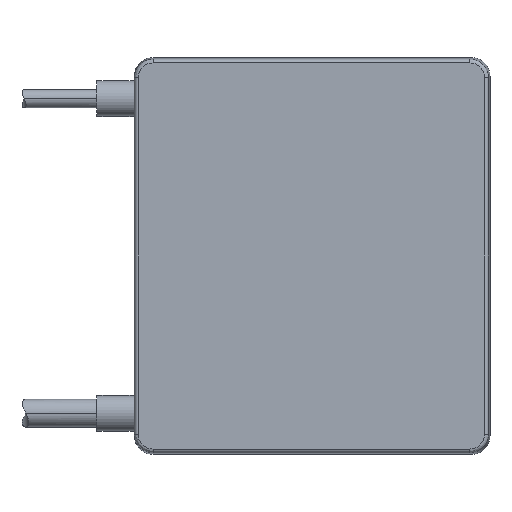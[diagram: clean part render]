
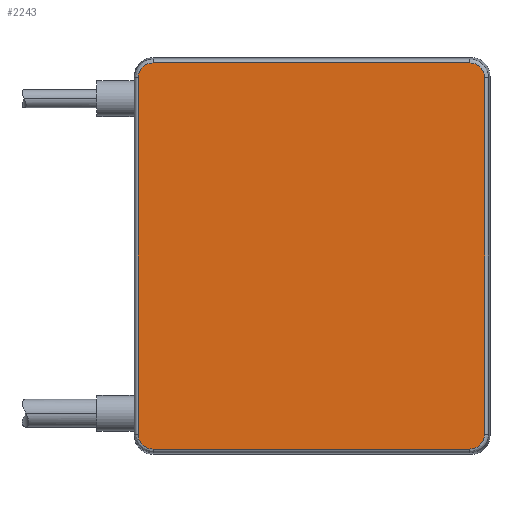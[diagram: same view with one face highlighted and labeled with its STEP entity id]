
A CAD part, front view. The second image highlights one B-rep face of the part: STEP entity #2243.
In plain terms, the highlighted planar face has unit normal (0, -1, 0).
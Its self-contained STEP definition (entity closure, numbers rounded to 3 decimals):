
#40=DIRECTION('',(-1.,0.,0.));
#41=VECTOR('',#40,84.564);
#42=CARTESIAN_POINT('',(69.731,-11.9,51.563));
#43=LINE('',#42,#41);
#44=CARTESIAN_POINT('',(73.73,-11.9,47.564));
#45=CARTESIAN_POINT('',(73.73,-11.9,47.799));
#46=CARTESIAN_POINT('',(73.69,-11.9,48.26));
#47=CARTESIAN_POINT('',(73.508,-11.9,48.939));
#48=CARTESIAN_POINT('',(73.212,-11.9,49.574));
#49=CARTESIAN_POINT('',(72.81,-11.9,50.148));
#50=CARTESIAN_POINT('',(72.314,-11.9,50.644));
#51=CARTESIAN_POINT('',(71.74,-11.9,51.046));
#52=CARTESIAN_POINT('',(71.105,-11.9,51.342));
#53=CARTESIAN_POINT('',(70.426,-11.9,51.523));
#54=CARTESIAN_POINT('',(69.965,-11.9,51.563));
#55=CARTESIAN_POINT('',(69.731,-11.9,51.563));
#57=DIRECTION('',(0.,0.,1.));
#58=VECTOR('',#57,95.128);
#59=CARTESIAN_POINT('',(73.73,-11.9,-47.564));
#60=LINE('',#59,#58);
#61=CARTESIAN_POINT('',(69.731,-11.9,-51.563));
#62=CARTESIAN_POINT('',(69.965,-11.9,-51.563));
#63=CARTESIAN_POINT('',(70.426,-11.9,-51.523));
#64=CARTESIAN_POINT('',(71.105,-11.9,-51.342));
#65=CARTESIAN_POINT('',(71.74,-11.9,-51.045));
#66=CARTESIAN_POINT('',(72.315,-11.9,-50.643));
#67=CARTESIAN_POINT('',(72.81,-11.9,-50.148));
#68=CARTESIAN_POINT('',(73.212,-11.9,-49.573));
#69=CARTESIAN_POINT('',(73.508,-11.9,-48.938));
#70=CARTESIAN_POINT('',(73.69,-11.9,-48.259));
#71=CARTESIAN_POINT('',(73.73,-11.9,-47.798));
#72=CARTESIAN_POINT('',(73.73,-11.9,-47.564));
#74=DIRECTION('',(1.,0.,0.));
#75=VECTOR('',#74,84.564);
#76=CARTESIAN_POINT('',(-14.833,-11.9,-51.563));
#77=LINE('',#76,#75);
#78=CARTESIAN_POINT('',(-18.833,-11.9,-47.563));
#79=CARTESIAN_POINT('',(-18.833,-11.9,-47.797));
#80=CARTESIAN_POINT('',(-18.793,-11.9,-48.259));
#81=CARTESIAN_POINT('',(-18.612,-11.9,-48.938));
#82=CARTESIAN_POINT('',(-18.315,-11.9,-49.573));
#83=CARTESIAN_POINT('',(-17.913,-11.9,-50.148));
#84=CARTESIAN_POINT('',(-17.417,-11.9,-50.644));
#85=CARTESIAN_POINT('',(-16.843,-11.9,-51.046));
#86=CARTESIAN_POINT('',(-16.208,-11.9,-51.342));
#87=CARTESIAN_POINT('',(-15.529,-11.9,-51.523));
#88=CARTESIAN_POINT('',(-15.068,-11.9,-51.563));
#89=CARTESIAN_POINT('',(-14.833,-11.9,-51.563));
#91=DIRECTION('',(0.,0.,-1.));
#92=VECTOR('',#91,95.126);
#93=CARTESIAN_POINT('',(-18.833,-11.9,47.563));
#94=LINE('',#93,#92);
#95=CARTESIAN_POINT('',(-14.833,-11.9,51.563));
#96=CARTESIAN_POINT('',(-15.068,-11.9,51.563));
#97=CARTESIAN_POINT('',(-15.529,-11.9,51.523));
#98=CARTESIAN_POINT('',(-16.208,-11.9,51.342));
#99=CARTESIAN_POINT('',(-16.843,-11.9,51.045));
#100=CARTESIAN_POINT('',(-17.418,-11.9,50.643));
#101=CARTESIAN_POINT('',(-17.913,-11.9,50.147));
#102=CARTESIAN_POINT('',(-18.316,-11.9,49.573));
#103=CARTESIAN_POINT('',(-18.612,-11.9,48.937));
#104=CARTESIAN_POINT('',(-18.793,-11.9,48.258));
#105=CARTESIAN_POINT('',(-18.833,-11.9,47.797));
#106=CARTESIAN_POINT('',(-18.833,-11.9,47.563));
#1931=CARTESIAN_POINT('',(69.731,-11.9,51.563));
#1932=CARTESIAN_POINT('',(-14.833,-11.9,51.563));
#1933=VERTEX_POINT('',#1931);
#1934=VERTEX_POINT('',#1932);
#1939=VERTEX_POINT('',#106);
#1941=CARTESIAN_POINT('',(-18.833,-11.9,-47.563));
#1942=VERTEX_POINT('',#1941);
#1943=VERTEX_POINT('',#89);
#1946=CARTESIAN_POINT('',(69.731,-11.9,
-51.563));
#1947=VERTEX_POINT('',#1946);
#2132=VERTEX_POINT('',#72);
#2134=CARTESIAN_POINT('',(73.73,-11.9,47.564));
#2135=VERTEX_POINT('',#2134);
#2221=CARTESIAN_POINT('',(27.667,-11.9,0.));
#2222=DIRECTION('',(0.,1.,0.));
#2223=DIRECTION('',(-1.,0.,0.));
#2224=AXIS2_PLACEMENT_3D('',#2221,#2222,#2223);
#2225=PLANE('',#2224);
#2227=ORIENTED_EDGE('',*,*,#2226,.F.);
#2229=ORIENTED_EDGE('',*,*,#2228,.F.);
#2231=ORIENTED_EDGE('',*,*,#2230,.F.);
#2233=ORIENTED_EDGE('',*,*,#2232,.F.);
#2235=ORIENTED_EDGE('',*,*,#2234,.F.);
#2236=ORIENTED_EDGE('',*,*,#2203,.F.);
#2238=ORIENTED_EDGE('',*,*,#2237,.F.);
#2240=ORIENTED_EDGE('',*,*,#2239,.F.);
#2241=EDGE_LOOP('',(#2227,#2229,#2231,#2233,#2235,#2236,#2238,#2240));
#2242=FACE_OUTER_BOUND('',#2241,.F.);
#2243=ADVANCED_FACE('',(#2242),#2225,.F.);
#56=B_SPLINE_CURVE_WITH_KNOTS('',3,(#44,#45,#46,#47,#48,#49,#50,#51,#52,#53,#54,
#55),.UNSPECIFIED.,.F.,.F.,(4,1,1,1,1,1,1,1,1,4),(0.,0.111,
0.222,0.333,0.444,0.556,
0.667,0.778,0.889,1.),.UNSPECIFIED.);
#73=B_SPLINE_CURVE_WITH_KNOTS('',3,(#61,#62,#63,#64,#65,#66,#67,#68,#69,#70,#71,
#72),.UNSPECIFIED.,.F.,.F.,(4,1,1,1,1,1,1,1,1,4),(0.,0.111,
0.222,0.333,0.444,0.556,
0.667,0.778,0.889,1.),.UNSPECIFIED.);
#90=B_SPLINE_CURVE_WITH_KNOTS('',3,(#78,#79,#80,#81,#82,#83,#84,#85,#86,#87,#88,
#89),.UNSPECIFIED.,.F.,.F.,(4,1,1,1,1,1,1,1,1,4),(0.,0.111,
0.222,0.333,0.444,0.556,
0.667,0.778,0.889,1.),.UNSPECIFIED.);
#107=B_SPLINE_CURVE_WITH_KNOTS('',3,(#95,#96,#97,#98,#99,#100,#101,#102,#103,
#104,#105,#106),.UNSPECIFIED.,.F.,.F.,(4,1,1,1,1,1,1,1,1,4),(0.,
0.111,0.222,0.333,0.444,
0.556,0.667,0.778,0.889,1.),
.UNSPECIFIED.);
#2203=EDGE_CURVE('',#1942,#1943,#90,.T.);
#2226=EDGE_CURVE('',#1933,#1934,#43,.T.);
#2228=EDGE_CURVE('',#2135,#1933,#56,.T.);
#2230=EDGE_CURVE('',#2132,#2135,#60,.T.);
#2232=EDGE_CURVE('',#1947,#2132,#73,.T.);
#2234=EDGE_CURVE('',#1943,#1947,#77,.T.);
#2237=EDGE_CURVE('',#1939,#1942,#94,.T.);
#2239=EDGE_CURVE('',#1934,#1939,#107,.T.);
